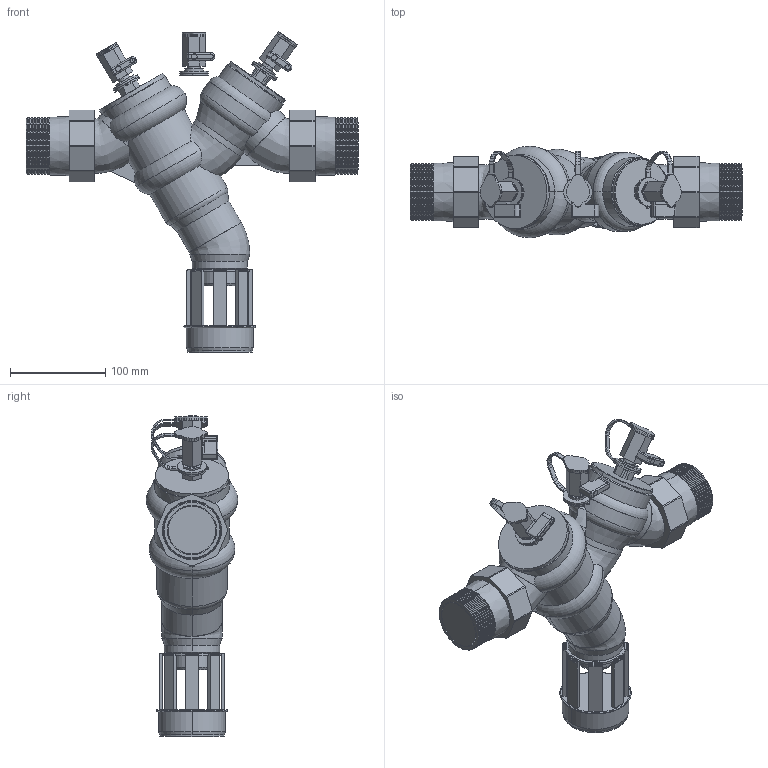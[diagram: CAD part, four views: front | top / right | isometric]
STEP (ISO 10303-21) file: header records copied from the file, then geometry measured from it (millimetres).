
FILE_DESCRIPTION(('no description'),'unknown implementation level');
FILE_NAME('Honeywell 06-2016_BA295S-2A_3D.stp',' ',('pit-cup GmbH'),('ccLab - KiM Gmbh - www.kimweb.de'),'unknown preprocess','ACIS','unknown authorization');
FILE_SCHEMA(('automotive_design'));
Length unit declared in the file: millimetre
Products named in the file (24): 1; 2; 3; 4; 5; 6; 7; 8; 9; 10; 11; 12; 13; 14; 15; 16; 17; 18; 19; 20; 21; 22; 23; 24
Bounding box: 348.4 x 95.8 x 336.9 mm (x, y, z)
Volume: 2078816.2 mm3; surface area: 258650.2 mm2
Topology: 24 solids, 25 shells, 987 faces, 2571 edges, 1659 vertices
Faces by surface type: plane 647, cone 154, cylinder 137, torus 35, bspline 8, sphere 6
Entity records: 69210 total; most frequent: CARTESIAN_POINT 15211, STYLED_ITEM 5241, PRESENTATION_STYLE_ASSIGNMENT 5241, COLOUR_RGB 5241, ORIENTED_EDGE 5142, DIRECTION 4998, EDGE_CURVE 2571, CURVE_STYLE 2571
